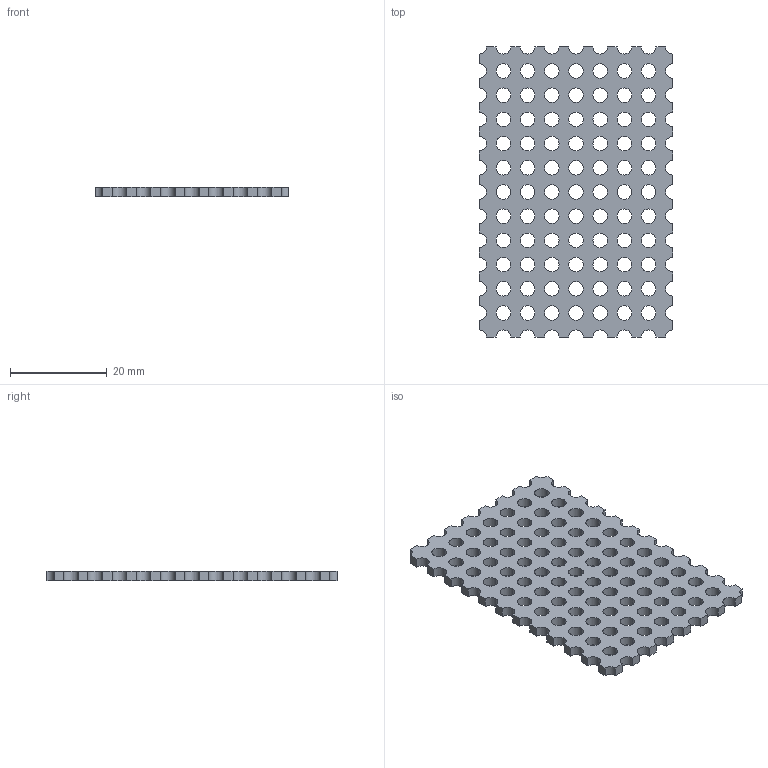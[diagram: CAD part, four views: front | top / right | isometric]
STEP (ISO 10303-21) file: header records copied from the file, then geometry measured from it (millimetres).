
FILE_DESCRIPTION (( 'STEP AP214' ), '1' );
FILE_NAME ('Board 60x40.STEP', '2022-02-11T14:12:53', ( '' ), ( '' ), 'SwSTEP 2.0', 'SolidWorks 2016', '' );
FILE_SCHEMA (( 'AUTOMOTIVE_DESIGN' ));
Length unit declared in the file: millimetre
Products named in the file (2): Board 60x40
Bounding box: 40 x 60 x 2 mm (x, y, z)
Volume: 3442.8 mm3; surface area: 5412.4 mm2
Topology: 1 solids, 1 shells, 247 faces, 735 edges, 490 vertices
Faces by surface type: cylinder 205, plane 42
Entity records: 8876 total; most frequent: DIRECTION 1643, CARTESIAN_POINT 1474, ORIENTED_EDGE 1470, EDGE_CURVE 735, AXIS2_PLACEMENT_3D 659, VERTEX_POINT 490, CIRCLE 410, EDGE_LOOP 401
